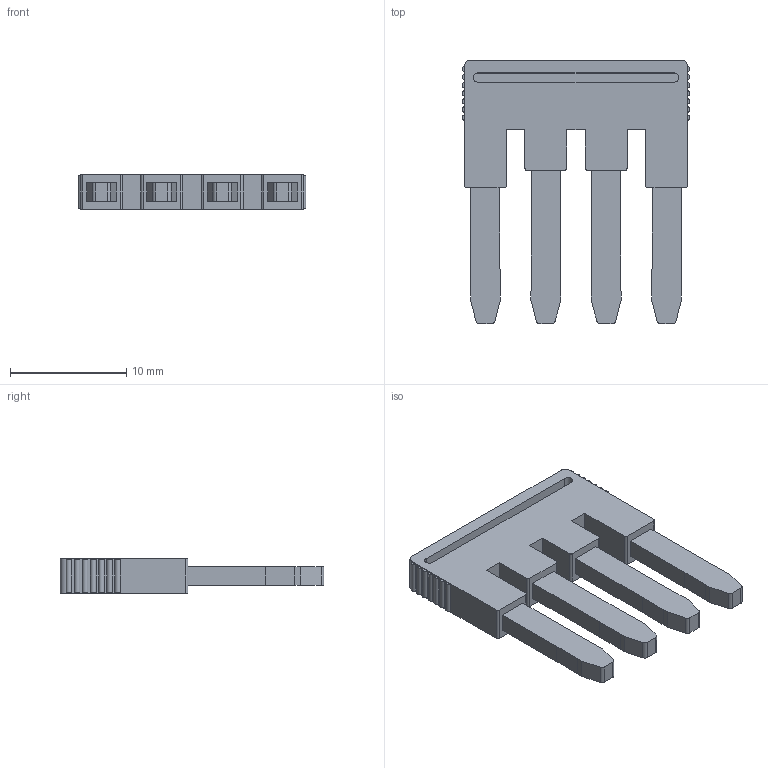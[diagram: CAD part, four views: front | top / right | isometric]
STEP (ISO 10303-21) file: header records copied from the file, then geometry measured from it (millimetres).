
FILE_DESCRIPTION((''),'2;1');
FILE_NAME('UFBS','2021-04-19T',('ASUS'),(''),'PRO/ENGINEER BY PARAMETRIC TECHNOLOGY CORPORATION, 2013230','PRO/ENGINEER BY PARAMETRIC TECHNOLOGY CORPORATION, 2013230','');
FILE_SCHEMA(('CONFIG_CONTROL_DESIGN'));
Length unit declared in the file: millimetre
Products named in the file (1): UFBS
Bounding box: 19.61 x 22.7 x 3 mm (x, y, z)
Volume: 697.3 mm3; surface area: 1080 mm2
Topology: 1 solids, 1 shells, 132 faces, 332 edges, 220 vertices
Faces by surface type: plane 96, cylinder 36
Entity records: 3974 total; most frequent: CARTESIAN_POINT 684, DIRECTION 668, ORIENTED_EDGE 664, EDGE_CURVE 332, VECTOR 260, LINE 260, VERTEX_POINT 220, AXIS2_PLACEMENT_3D 204
